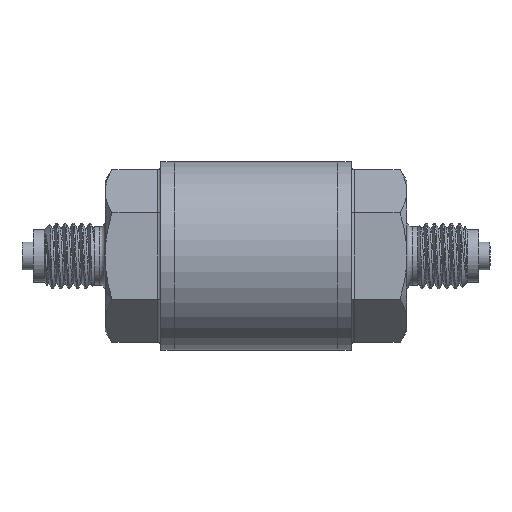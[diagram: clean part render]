
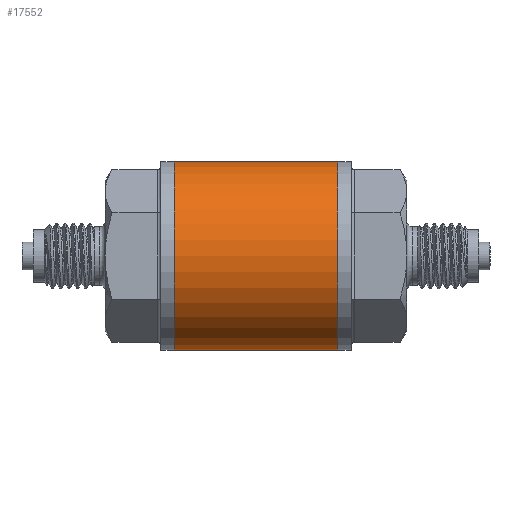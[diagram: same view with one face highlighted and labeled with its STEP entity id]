
A CAD part, front view. The second image highlights one B-rep face of the part: STEP entity #17552.
In plain terms, the highlighted cylindrical face has radius 17 mm (diameter 34 mm), a full revolution.
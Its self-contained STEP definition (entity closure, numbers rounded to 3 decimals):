
#235=FACE_BOUND('',#2534,.T.);
#1496=FACE_OUTER_BOUND('',#2533,.T.);
#2533=EDGE_LOOP('',(#13589,#13590,#13591,#13592));
#2534=EDGE_LOOP('',(#13593,#13594));
#3263=CIRCLE('',#18521,17.);
#3264=CIRCLE('',#18522,17.);
#4086=B_SPLINE_CURVE_WITH_KNOTS('',3,(#35691,#35692,#35693,#35694,#35695,
#35696,#35697,#35698,#35699,#35700,#35701,#35702,#35703,#35704,#35705,#35706,
#35707,#35708,#35709,#35710),.UNSPECIFIED.,.F.,.F.,(4,2,2,2,2,2,2,2,2,4),
(-5.022,-4.957,-4.66,-4.362,
-4.065,-3.767,-3.47,-2.9,
-2.615,-2.33),.UNSPECIFIED.);
#4087=B_SPLINE_CURVE_WITH_KNOTS('',3,(#35711,#35712,#35713,#35714,#35715,
#35716,#35717,#35718,#35719,#35720,#35721,#35722,#35723,#35724,#35725,#35726,
#35727,#35728,#35729,#35730,#35731,#35732,#35733,#35734,#35735,#35736,#35737,
#35738,#35739,#35740,#35741,#35742,#35743,#35744,#35745,#35746,#35747,#35748,
#35749,#35750,#35751,#35752,#35753),.UNSPECIFIED.,.F.,.F.,(4,2,2,2,2,2,
2,3,2,2,2,2,2,2,2,2,2,2,2,2,4),(-2.33,-2.045,-1.76,
-1.19,-0.893,-0.595,-0.298,
0.,0.298,0.595,0.893,1.19,
1.76,2.045,2.33,2.615,2.9,
3.47,3.767,4.065,4.297),
 .UNSPECIFIED.);
#5159=LINE('',#35769,#6196);
#6196=VECTOR('',#20076,17.);
#7563=VERTEX_POINT('',#35689);
#7564=VERTEX_POINT('',#35690);
#7567=VERTEX_POINT('',#35766);
#7568=VERTEX_POINT('',#35768);
#9767=EDGE_CURVE('',#7563,#7564,#4086,.T.);
#9768=EDGE_CURVE('',#7564,#7563,#4087,.T.);
#9773=EDGE_CURVE('',#7567,#7567,#3263,.T.);
#9774=EDGE_CURVE('',#7567,#7568,#5159,.T.);
#9775=EDGE_CURVE('',#7568,#7568,#3264,.T.);
#13589=ORIENTED_EDGE('',*,*,#9773,.F.);
#13590=ORIENTED_EDGE('',*,*,#9774,.T.);
#13591=ORIENTED_EDGE('',*,*,#9775,.F.);
#13592=ORIENTED_EDGE('',*,*,#9774,.F.);
#13593=ORIENTED_EDGE('',*,*,#9767,.T.);
#13594=ORIENTED_EDGE('',*,*,#9768,.T.);
#17049=CYLINDRICAL_SURFACE('',#18520,17.);
#17552=ADVANCED_FACE('',(#1496,#235),#17049,.T.);
#18520=AXIS2_PLACEMENT_3D('',#35765,#20072,#20073);
#18521=AXIS2_PLACEMENT_3D('',#35767,#20074,#20075);
#18522=AXIS2_PLACEMENT_3D('',#35770,#20077,#20078);
#20072=DIRECTION('center_axis',(1.,0.,0.));
#20073=DIRECTION('ref_axis',(0.,0.,-1.));
#20074=DIRECTION('center_axis',(1.,0.,0.));
#20075=DIRECTION('ref_axis',(0.,0.,-1.));
#20076=DIRECTION('',(-1.,0.,0.));
#20077=DIRECTION('center_axis',(-1.,0.,0.));
#20078=DIRECTION('ref_axis',(0.,0.,-1.));
#35689=CARTESIAN_POINT('',(3.5,9.909,13.813));
#35690=CARTESIAN_POINT('',(-14.25,17.,0.));
#35691=CARTESIAN_POINT('Ctrl Pts',(3.5,9.909,13.813));
#35692=CARTESIAN_POINT('Ctrl Pts',(3.3,9.838,13.864));
#35693=CARTESIAN_POINT('Ctrl Pts',(3.099,9.772,13.911));
#35694=CARTESIAN_POINT('Ctrl Pts',(1.961,9.433,14.147));
#35695=CARTESIAN_POINT('Ctrl Pts',(0.992,9.27,14.25));
#35696=CARTESIAN_POINT('Ctrl Pts',(-0.992,9.27,
14.25));
#35697=CARTESIAN_POINT('Ctrl Pts',(-1.961,9.433,14.147));
#35698=CARTESIAN_POINT('Ctrl Pts',(-3.829,9.99,13.759));
#35699=CARTESIAN_POINT('Ctrl Pts',(-4.729,10.381,13.475));
#35700=CARTESIAN_POINT('Ctrl Pts',(-6.439,11.264,12.746));
#35701=CARTESIAN_POINT('Ctrl Pts',(-7.251,11.755,12.301));
#35702=CARTESIAN_POINT('Ctrl Pts',(-8.759,12.741,11.277));
#35703=CARTESIAN_POINT('Ctrl Pts',(-9.454,13.234,10.698));
#35704=CARTESIAN_POINT('Ctrl Pts',(-11.268,14.569,8.885));
#35705=CARTESIAN_POINT('Ctrl Pts',(-12.355,15.44,7.35));
#35706=CARTESIAN_POINT('Ctrl Pts',(-13.475,16.354,4.732));
#35707=CARTESIAN_POINT('Ctrl Pts',(-13.766,16.596,3.807));
#35708=CARTESIAN_POINT('Ctrl Pts',(-14.154,16.919,1.916));
#35709=CARTESIAN_POINT('Ctrl Pts',(-14.25,17.,0.95));
#35710=CARTESIAN_POINT('Ctrl Pts',(-14.25,17.,0.));
#35711=CARTESIAN_POINT('Ctrl Pts',(-14.25,17.,0.));
#35712=CARTESIAN_POINT('Ctrl Pts',(-14.25,17.,-0.95));
#35713=CARTESIAN_POINT('Ctrl Pts',(-14.154,16.919,-1.916));
#35714=CARTESIAN_POINT('Ctrl Pts',(-13.766,16.596,-3.807));
#35715=CARTESIAN_POINT('Ctrl Pts',(-13.475,16.354,-4.732));
#35716=CARTESIAN_POINT('Ctrl Pts',(-12.355,15.44,-7.35));
#35717=CARTESIAN_POINT('Ctrl Pts',(-11.268,14.569,-8.885));
#35718=CARTESIAN_POINT('Ctrl Pts',(-9.454,13.234,-10.698));
#35719=CARTESIAN_POINT('Ctrl Pts',(-8.759,12.741,-11.277));
#35720=CARTESIAN_POINT('Ctrl Pts',(-7.251,11.755,-12.301));
#35721=CARTESIAN_POINT('Ctrl Pts',(-6.439,11.264,-12.746));
#35722=CARTESIAN_POINT('Ctrl Pts',(-4.729,10.381,-13.475));
#35723=CARTESIAN_POINT('Ctrl Pts',(-3.829,9.99,-13.759));
#35724=CARTESIAN_POINT('Ctrl Pts',(-1.961,9.433,-14.147));
#35725=CARTESIAN_POINT('Ctrl Pts',(-0.992,9.27,
-14.25));
#35726=CARTESIAN_POINT('Ctrl Pts',(0.,9.27,-14.25));
#35727=CARTESIAN_POINT('Ctrl Pts',(0.992,9.27,-14.25));
#35728=CARTESIAN_POINT('Ctrl Pts',(1.961,9.433,-14.147));
#35729=CARTESIAN_POINT('Ctrl Pts',(3.829,9.99,-13.759));
#35730=CARTESIAN_POINT('Ctrl Pts',(4.729,10.381,-13.475));
#35731=CARTESIAN_POINT('Ctrl Pts',(6.439,11.264,-12.746));
#35732=CARTESIAN_POINT('Ctrl Pts',(7.251,11.755,-12.301));
#35733=CARTESIAN_POINT('Ctrl Pts',(8.759,12.741,-11.277));
#35734=CARTESIAN_POINT('Ctrl Pts',(9.454,13.234,-10.698));
#35735=CARTESIAN_POINT('Ctrl Pts',(11.268,14.569,-8.885));
#35736=CARTESIAN_POINT('Ctrl Pts',(12.355,15.44,-7.35));
#35737=CARTESIAN_POINT('Ctrl Pts',(13.475,16.354,-4.732));
#35738=CARTESIAN_POINT('Ctrl Pts',(13.766,16.596,-3.807));
#35739=CARTESIAN_POINT('Ctrl Pts',(14.154,16.919,-1.916));
#35740=CARTESIAN_POINT('Ctrl Pts',(14.25,17.,-0.95));
#35741=CARTESIAN_POINT('Ctrl Pts',(14.25,17.,0.95));
#35742=CARTESIAN_POINT('Ctrl Pts',(14.154,16.919,1.916));
#35743=CARTESIAN_POINT('Ctrl Pts',(13.766,16.596,3.807));
#35744=CARTESIAN_POINT('Ctrl Pts',(13.475,16.354,4.732));
#35745=CARTESIAN_POINT('Ctrl Pts',(12.355,15.44,7.35));
#35746=CARTESIAN_POINT('Ctrl Pts',(11.268,14.569,8.885));
#35747=CARTESIAN_POINT('Ctrl Pts',(9.454,13.234,10.698));
#35748=CARTESIAN_POINT('Ctrl Pts',(8.759,12.741,11.277));
#35749=CARTESIAN_POINT('Ctrl Pts',(7.251,11.755,12.301));
#35750=CARTESIAN_POINT('Ctrl Pts',(6.439,11.264,12.746));
#35751=CARTESIAN_POINT('Ctrl Pts',(4.915,10.477,13.395));
#35752=CARTESIAN_POINT('Ctrl Pts',(4.219,10.163,13.631));
#35753=CARTESIAN_POINT('Ctrl Pts',(3.5,9.909,13.813));
#35765=CARTESIAN_POINT('Origin',(0.,0.,0.));
#35766=CARTESIAN_POINT('',(14.7,0.,17.));
#35767=CARTESIAN_POINT('Origin',(14.7,0.,0.));
#35768=CARTESIAN_POINT('',(-14.7,0.,17.));
#35769=CARTESIAN_POINT('',(0.,0.,17.));
#35770=CARTESIAN_POINT('Origin',(-14.7,0.,0.));
